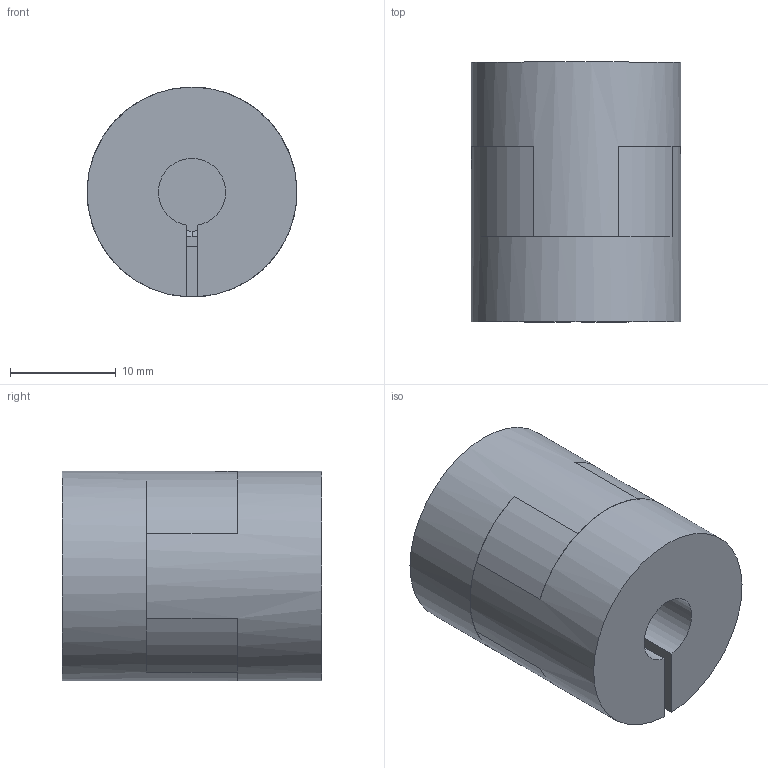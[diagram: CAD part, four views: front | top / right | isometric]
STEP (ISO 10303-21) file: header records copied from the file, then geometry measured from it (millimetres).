
FILE_DESCRIPTION (( 'STEP AP214' ), '1' );
FILE_NAME ('B461 Êóëà÷êîâàÿ ìóôòà Ô6.35-Ô8.STEP', '2025-07-07T08:27:29', ( '' ), ( '' ), 'SwSTEP 2.0', 'SolidWorks 2025', '' );
FILE_SCHEMA (( 'AUTOMOTIVE_DESIGN' ));
Length unit declared in the file: millimetre
Products named in the file (4): Верх_00; Середина_00; Низ_00; B461 Кулачковая муфта Ф6.35-Ф8
Assembly tree (3 placements, depth 2):
  B461 Кулачковая муфта Ф6.35-Ф8
    Верх_00
    Низ_00
    Середина_00
Bounding box: 19.8 x 24.5 x 19.8 mm (x, y, z)
Volume: 6480 mm3; surface area: 4525 mm2
Topology: 3 solids, 3 shells, 56 faces, 140 edges, 92 vertices
Faces by surface type: cylinder 28, plane 24, cone 4
Entity records: 1854 total; most frequent: DIRECTION 332, CARTESIAN_POINT 294, ORIENTED_EDGE 280, EDGE_CURVE 140, AXIS2_PLACEMENT_3D 130, VERTEX_POINT 92, VECTOR 72, LINE 72
